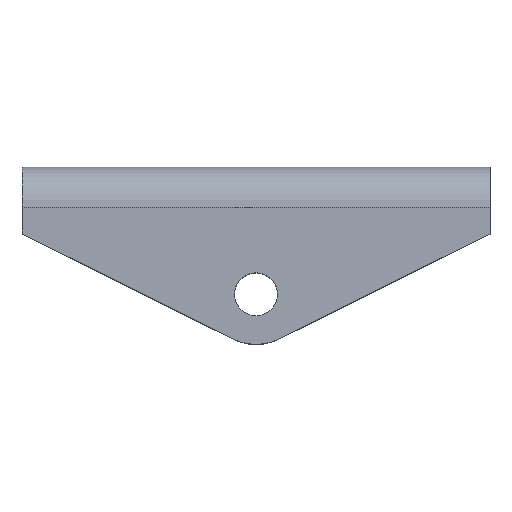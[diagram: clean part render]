
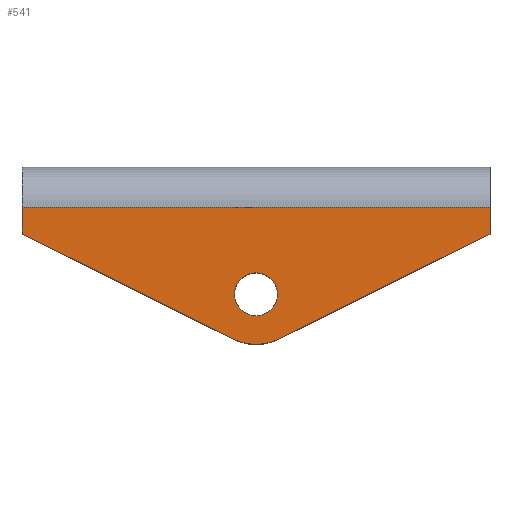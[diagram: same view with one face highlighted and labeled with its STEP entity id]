
A CAD part, top view. The second image highlights one B-rep face of the part: STEP entity #541.
In plain terms, the highlighted planar face has unit normal (0, 0, 1).
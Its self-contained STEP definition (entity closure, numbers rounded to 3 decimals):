
#37=DIRECTION('',(-1.,0.,0.));
#38=VECTOR('',#37,1778.);
#39=CARTESIAN_POINT('',(889.,-76.2,311.15));
#40=LINE('',#39,#38);
#55=DIRECTION('',(0.,-1.,0.));
#56=VECTOR('',#55,101.6);
#57=CARTESIAN_POINT('',(-889.,-76.2,311.15));
#58=LINE('',#57,#56);
#59=DIRECTION('',(0.,1.,0.));
#60=VECTOR('',#59,101.6);
#61=CARTESIAN_POINT('',(889.,-177.8,311.15));
#62=LINE('',#61,#60);
#63=DIRECTION('',(0.896,0.445,0.));
#64=VECTOR('',#63,897.936);
#65=CARTESIAN_POINT('',(84.699,-577.035,311.15));
#66=LINE('',#65,#64);
#67=CARTESIAN_POINT('',(0.,-406.4,311.15));
#68=DIRECTION('',(0.,0.,1.));
#69=DIRECTION('',(-0.445,-0.896,0.));
#70=AXIS2_PLACEMENT_3D('',#67,#68,#69);
#72=DIRECTION('',(0.896,-0.445,0.));
#73=VECTOR('',#72,897.936);
#74=CARTESIAN_POINT('',(-889.,-177.8,311.15));
#75=LINE('',#74,#73);
#76=CARTESIAN_POINT('',(0.,-406.4,311.15));
#77=DIRECTION('',(0.,0.,1.));
#78=DIRECTION('',(0.,-1.,0.));
#79=AXIS2_PLACEMENT_3D('',#76,#77,#78);
#81=CARTESIAN_POINT('',(0.,-406.4,311.15));
#82=DIRECTION('',(0.,0.,1.));
#83=DIRECTION('',(0.,1.,0.));
#84=AXIS2_PLACEMENT_3D('',#81,#82,#83);
#349=CARTESIAN_POINT('',(-889.,-76.2,311.15));
#350=CARTESIAN_POINT('',(-889.,-177.8,311.15));
#351=VERTEX_POINT('',#349);
#352=VERTEX_POINT('',#350);
#353=CARTESIAN_POINT('',(-84.699,-577.035,311.15));
#354=VERTEX_POINT('',#353);
#355=CARTESIAN_POINT('',(84.699,-577.035,311.15));
#356=VERTEX_POINT('',#355);
#357=CARTESIAN_POINT('',(889.,-177.8,311.15));
#358=VERTEX_POINT('',#357);
#359=CARTESIAN_POINT('',(889.,-76.2,311.15));
#360=VERTEX_POINT('',#359);
#413=CARTESIAN_POINT('',(0.,-487.68,311.15));
#414=CARTESIAN_POINT('',(0.,-325.12,311.15));
#415=VERTEX_POINT('',#413);
#416=VERTEX_POINT('',#414);
#517=CARTESIAN_POINT('',(-466.547,76.2,311.15));
#518=DIRECTION('',(0.,0.,1.));
#519=DIRECTION('',(-1.,0.,0.));
#520=AXIS2_PLACEMENT_3D('',#517,#518,#519);
#521=PLANE('',#520);
#523=ORIENTED_EDGE('',*,*,#522,.F.);
#524=ORIENTED_EDGE('',*,*,#508,.F.);
#526=ORIENTED_EDGE('',*,*,#525,.F.);
#528=ORIENTED_EDGE('',*,*,#527,.F.);
#530=ORIENTED_EDGE('',*,*,#529,.F.);
#532=ORIENTED_EDGE('',*,*,#531,.F.);
#533=EDGE_LOOP('',(#523,#524,#526,#528,#530,#532));
#534=FACE_OUTER_BOUND('',#533,.F.);
#536=ORIENTED_EDGE('',*,*,#535,.T.);
#538=ORIENTED_EDGE('',*,*,#537,.T.);
#539=EDGE_LOOP('',(#536,#538));
#540=FACE_BOUND('',#539,.F.);
#71=CIRCLE('',#70,190.5);
#80=CIRCLE('',#79,81.28);
#85=CIRCLE('',#84,81.28);
#508=EDGE_CURVE('',#360,#351,#40,.T.);
#522=EDGE_CURVE('',#351,#352,#58,.T.);
#525=EDGE_CURVE('',#358,#360,#62,.T.);
#527=EDGE_CURVE('',#356,#358,#66,.T.);
#529=EDGE_CURVE('',#354,#356,#71,.T.);
#531=EDGE_CURVE('',#352,#354,#75,.T.);
#535=EDGE_CURVE('',#415,#416,#80,.T.);
#537=EDGE_CURVE('',#416,#415,#85,.T.);
#541=ADVANCED_FACE('',(#534,#540),#521,.T.);
